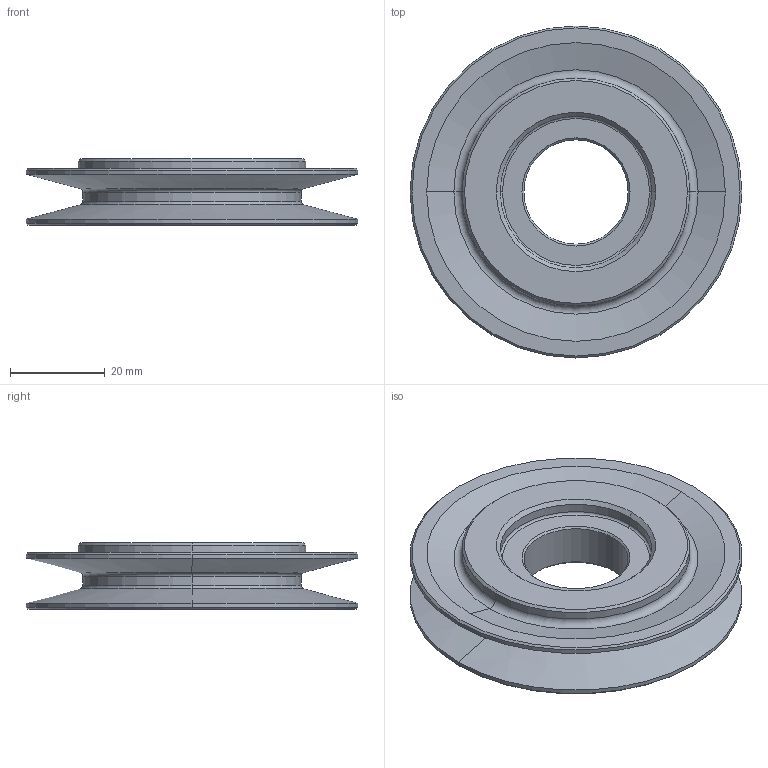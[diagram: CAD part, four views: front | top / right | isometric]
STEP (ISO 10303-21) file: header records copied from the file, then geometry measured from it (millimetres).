
FILE_DESCRIPTION (( 'STEP AP203' ), '1' );
FILE_NAME ('poulie lanceur SPX.STEP', '2024-04-16T06:12:54', ( '' ), ( '' ), 'SwSTEP 2.0', 'SolidWorks 2022', '' );
FILE_SCHEMA (( 'CONFIG_CONTROL_DESIGN' ));
Length unit declared in the file: millimetre
Products named in the file (1): poulie lanceur SPX
Bounding box: 70 x 70 x 14 mm (x, y, z)
Volume: 24407 mm3; surface area: 13646.8 mm2
Topology: 1 solids, 1 shells, 47 faces, 94 edges, 52 vertices
Faces by surface type: cone 20, cylinder 12, torus 10, plane 5
Entity records: 1295 total; most frequent: DIRECTION 252, CARTESIAN_POINT 194, ORIENTED_EDGE 188, AXIS2_PLACEMENT_3D 110, EDGE_CURVE 94, CIRCLE 62, EDGE_LOOP 52, VERTEX_POINT 52
